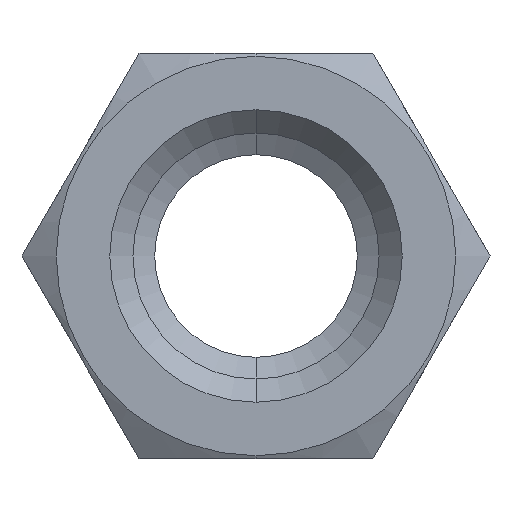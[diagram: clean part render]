
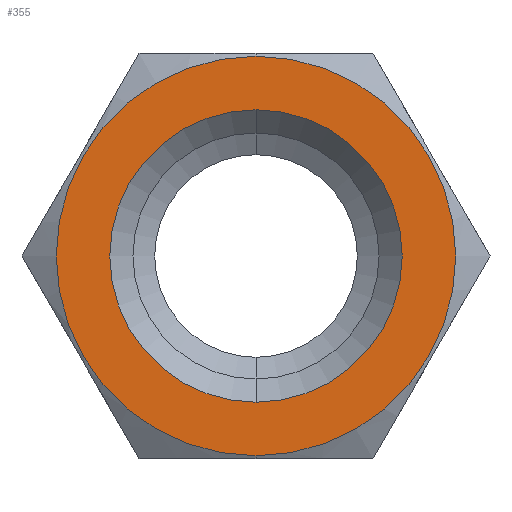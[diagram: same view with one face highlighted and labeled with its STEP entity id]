
A CAD part, front view. The second image highlights one B-rep face of the part: STEP entity #355.
In plain terms, the highlighted planar face has unit normal (0, -1, 0).
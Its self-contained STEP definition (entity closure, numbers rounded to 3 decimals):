
#62 = EDGE_CURVE ( 'NONE', #63, #201, #545, .T. ) ;
#63 = VERTEX_POINT ( 'NONE', #540 ) ;
#174 = EDGE_CURVE ( 'NONE', #180, #181, #747, .T. ) ;
#180 = VERTEX_POINT ( 'NONE', #725 ) ;
#181 = VERTEX_POINT ( 'NONE', #738 ) ;
#201 = VERTEX_POINT ( 'NONE', #662 ) ;
#306 = EDGE_LOOP ( 'NONE', ( #402, #403 ) ) ;
#318 = EDGE_CURVE ( 'NONE', #201, #63, #1087, .T. ) ;
#319 = ORIENTED_EDGE ( 'NONE', *, *, #62, .T. ) ;
#327 = EDGE_LOOP ( 'NONE', ( #410, #319 ) ) ;
#355 = ADVANCED_FACE ( 'NONE', ( #1104, #1103 ), #1102, .T. ) ;
#369 = EDGE_CURVE ( 'NONE', #181, #180, #1122, .T. ) ;
#402 = ORIENTED_EDGE ( 'NONE', *, *, #369, .F. ) ;
#403 = ORIENTED_EDGE ( 'NONE', *, *, #174, .F. ) ;
#410 = ORIENTED_EDGE ( 'NONE', *, *, #318, .T. ) ;
#540 = CARTESIAN_POINT ( 'NONE',  ( 0., 0., -6.9 ) ) ;
#541 = DIRECTION ( 'NONE',  ( 0., 0., -1. ) ) ;
#542 = DIRECTION ( 'NONE',  ( 0., -1., 0. ) ) ;
#543 = CARTESIAN_POINT ( 'NONE',  ( 0., 0., 0. ) ) ;
#544 = AXIS2_PLACEMENT_3D ( 'NONE', #543, #542, #541 ) ;
#545 = CIRCLE ( 'NONE', #544, 6.9 ) ;
#662 = CARTESIAN_POINT ( 'NONE',  ( 0., 0., 6.9 ) ) ;
#725 = CARTESIAN_POINT ( 'NONE',  ( 0., 0., 5.05 ) ) ;
#738 = CARTESIAN_POINT ( 'NONE',  ( 0., 0., -5.05 ) ) ;
#743 = DIRECTION ( 'NONE',  ( 0., 0., -1. ) ) ;
#744 = DIRECTION ( 'NONE',  ( 0., -1., 0. ) ) ;
#745 = CARTESIAN_POINT ( 'NONE',  ( 0., 0., 0. ) ) ;
#746 = AXIS2_PLACEMENT_3D ( 'NONE', #745, #744, #743 ) ;
#747 = CIRCLE ( 'NONE', #746, 5.05 ) ;
#1083 = DIRECTION ( 'NONE',  ( 0., 0., -1. ) ) ;
#1084 = DIRECTION ( 'NONE',  ( 0., -1., 0. ) ) ;
#1085 = CARTESIAN_POINT ( 'NONE',  ( 0., 0., 0. ) ) ;
#1086 = AXIS2_PLACEMENT_3D ( 'NONE', #1085, #1084, #1083 ) ;
#1087 = CIRCLE ( 'NONE', #1086, 6.9 ) ;
#1097 = DIRECTION ( 'NONE',  ( 0., 0., -1. ) ) ;
#1098 = DIRECTION ( 'NONE',  ( 0., -1., 0. ) ) ;
#1099 = AXIS2_PLACEMENT_3D ( 'NONE', #1101, #1098, #1097 ) ;
#1101 = CARTESIAN_POINT ( 'NONE',  ( 6.9, 0., 0. ) ) ;
#1102 = PLANE ( 'NONE',  #1099 ) ;
#1103 = FACE_OUTER_BOUND ( 'NONE', #327, .T. ) ;
#1104 = FACE_BOUND ( 'NONE', #306, .T. ) ;
#1118 = DIRECTION ( 'NONE',  ( 0., 0., -1. ) ) ;
#1119 = DIRECTION ( 'NONE',  ( 0., -1., 0. ) ) ;
#1120 = CARTESIAN_POINT ( 'NONE',  ( 0., 0., 0. ) ) ;
#1121 = AXIS2_PLACEMENT_3D ( 'NONE', #1120, #1119, #1118 ) ;
#1122 = CIRCLE ( 'NONE', #1121, 5.05 ) ;
